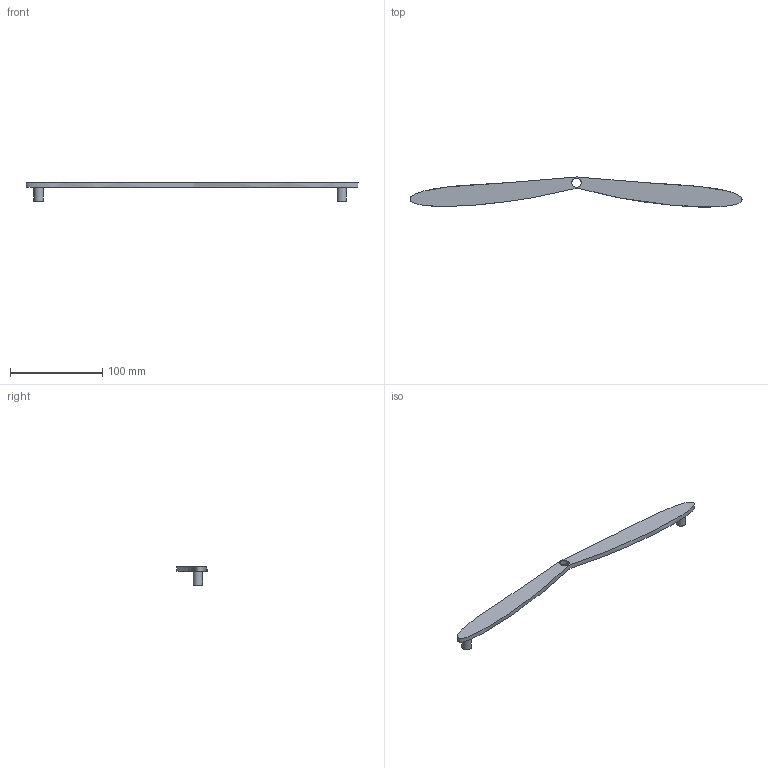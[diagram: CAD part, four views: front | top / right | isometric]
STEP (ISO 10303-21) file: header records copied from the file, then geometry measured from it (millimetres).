
FILE_DESCRIPTION(/* description */ (''),/* implementation_level */ '2;1');
FILE_NAME(/* name */ 'B.step',/* time_stamp */ '2021-05-26T22:39:17+02:00',/* author */ (''),/* organization */ (''),/* preprocessor_version */ 'ST-DEVELOPER v18.1',/* originating_system */ 'Autodesk Translation Framework v10.9.0.1377',/* authorisation */ '');
FILE_SCHEMA (('AUTOMOTIVE_DESIGN { 1 0 10303 214 3 1 1 }'));
Length unit declared in the file: millimetre
Products named in the file (1): (Unsaved)
Bounding box: 359.4 x 32.61 x 20 mm (x, y, z)
Volume: 36134.6 mm3; surface area: 17990.2 mm2
Topology: 1 solids, 1 shells, 8 faces, 12 edges, 8 vertices
Faces by surface type: plane 4, cylinder 3, bspline 1
Full cylindrical faces by diameter (mm): 10 x3
Entity records: 426 total; most frequent: CARTESIAN_POINT 246, DIRECTION 32, ORIENTED_EDGE 24, AXIS2_PLACEMENT_3D 14, EDGE_LOOP 12, EDGE_CURVE 12, FACE_OUTER_BOUND 8, VERTEX_POINT 8
